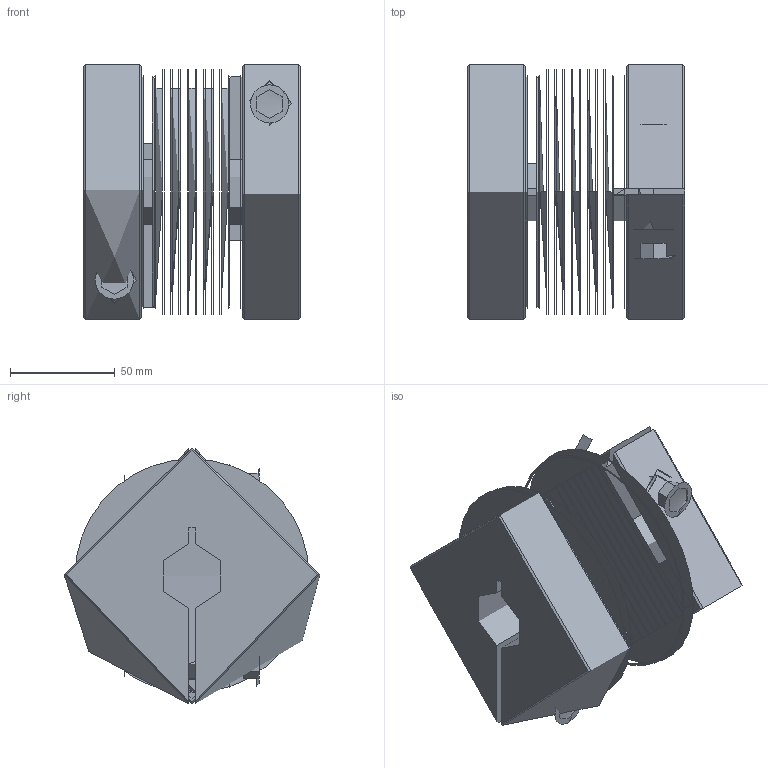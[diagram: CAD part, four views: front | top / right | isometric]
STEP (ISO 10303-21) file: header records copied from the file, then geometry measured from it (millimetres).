
FILE_DESCRIPTION( ( 'Unknown' ), '1' );
FILE_NAME( 'KP 600.stp', 'Unknown', ( 'Unknown' ), ( 'Unknown' ), 'PSStep 10.1', 'Unknown', ' ' );
FILE_SCHEMA( ( 'AUTOMOTIVE_DESIGN { 1 0 10303 214 1 1 1 1 }' ) );
Length unit declared in the file: millimetre
Products named in the file (1): 21221940-ohne Einrollnut
Bounding box: 104 x 121.99 x 122 mm (x, y, z)
Volume: 482273.5 mm3; surface area: 117293.1 mm2
Topology: 1 solids, 1 shells, 116 faces, 206 edges, 160 vertices
Faces by surface type: plane 60, cylinder 24, torus 24, cone 4, bspline 4
Full cylindrical faces by diameter (mm): 4.001 x1, 15 x1, 21 x2, 31 x1, 110 x1
Entity records: 4530 total; most frequent: CARTESIAN_POINT 1189, DIRECTION 506, ORIENTED_EDGE 400, AXIS2_PLACEMENT_3D 207, EDGE_CURVE 200, EDGE_LOOP 194, VERTEX_POINT 160, FACE_OUTER_BOUND 150
